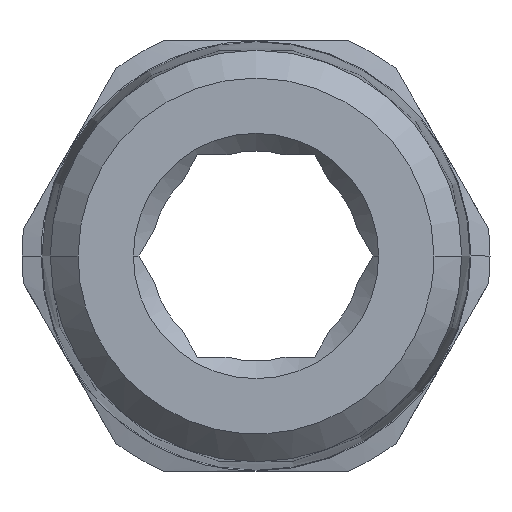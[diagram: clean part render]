
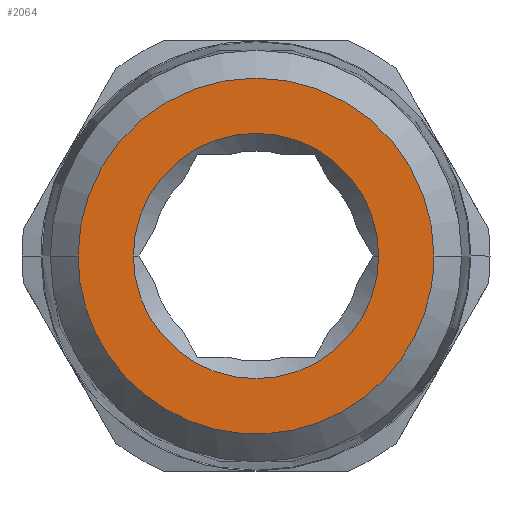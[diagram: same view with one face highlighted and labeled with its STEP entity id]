
A CAD part, front view. The second image highlights one B-rep face of the part: STEP entity #2064.
In plain terms, the highlighted planar face has unit normal (0, -1, 0).
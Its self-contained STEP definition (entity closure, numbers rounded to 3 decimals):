
#1901=CARTESIAN_POINT('Vertex',(-4.85,0.,0.)) ;
#1904=CARTESIAN_POINT('Axis2P3D Location',(0.,0.,0.)) ;
#1908=CARTESIAN_POINT('Vertex',(4.85,0.,0.)) ;
#1936=CARTESIAN_POINT('Axis2P3D Location',(0.,0.,0.)) ;
#2016=CARTESIAN_POINT('Axis2P3D Location',(0.,0.,0.)) ;
#2021=CARTESIAN_POINT('Axis2P3D Location',(0.,0.,0.)) ;
#2025=CARTESIAN_POINT('Vertex',(-7.035,0.,0.)) ;
#2027=CARTESIAN_POINT('Vertex',(7.035,0.,0.)) ;
#2031=CARTESIAN_POINT('Control Point',(-7.035,0.,0.)) ;
#2032=CARTESIAN_POINT('Control Point',(-7.035,0.,-0.65)) ;
#2033=CARTESIAN_POINT('Control Point',(-6.96,0.,-1.299)) ;
#2034=CARTESIAN_POINT('Control Point',(-6.81,0.,-1.938)) ;
#2035=CARTESIAN_POINT('Control Point',(-6.366,0.,-3.168)) ;
#2036=CARTESIAN_POINT('Control Point',(-5.652,0.,-4.264)) ;
#2037=CARTESIAN_POINT('Control Point',(-5.234,0.,-4.769)) ;
#2038=CARTESIAN_POINT('Control Point',(-4.288,0.,-5.672)) ;
#2039=CARTESIAN_POINT('Control Point',(-3.161,0.,-6.336)) ;
#2040=CARTESIAN_POINT('Control Point',(-2.561,0.,-6.601)) ;
#2041=CARTESIAN_POINT('Control Point',(-1.312,0.,-6.988)) ;
#2042=CARTESIAN_POINT('Control Point',(-0.007,0.,-7.081)) ;
#2043=CARTESIAN_POINT('Control Point',(0.648,0.,-7.051)) ;
#2044=CARTESIAN_POINT('Control Point',(1.939,0.,-6.841)) ;
#2045=CARTESIAN_POINT('Control Point',(3.148,0.,-6.342)) ;
#2046=CARTESIAN_POINT('Control Point',(3.721,0.,-6.024)) ;
#2047=CARTESIAN_POINT('Control Point',(4.784,0.,-5.261)) ;
#2048=CARTESIAN_POINT('Control Point',(5.644,0.,-4.275)) ;
#2049=CARTESIAN_POINT('Control Point',(6.015,0.,-3.735)) ;
#2050=CARTESIAN_POINT('Control Point',(6.566,0.,-2.692)) ;
#2051=CARTESIAN_POINT('Control Point',(6.89,0.,-1.561)) ;
#2052=CARTESIAN_POINT('Control Point',(6.987,0.,-1.044)) ;
#2053=CARTESIAN_POINT('Control Point',(7.035,0.,-0.522)) ;
#2054=CARTESIAN_POINT('Control Point',(7.035,0.,0.)) ;
#1905=DIRECTION('Axis2P3D Direction',(0.,-1.,0.)) ;
#1937=DIRECTION('Axis2P3D Direction',(0.,-1.,0.)) ;
#2017=DIRECTION('Axis2P3D Direction',(-0.,1.,0.)) ;
#2018=DIRECTION('Axis2P3D XDirection',(1.,0.,0.)) ;
#2022=DIRECTION('Axis2P3D Direction',(-0.,1.,0.)) ;
#1906=AXIS2_PLACEMENT_3D('Circle Axis2P3D',#1904,#1905,$) ;
#1938=AXIS2_PLACEMENT_3D('Circle Axis2P3D',#1936,#1937,$) ;
#2019=AXIS2_PLACEMENT_3D('Plane Axis2P3D',#2016,#2017,#2018) ;
#2023=AXIS2_PLACEMENT_3D('Circle Axis2P3D',#2021,#2022,$) ;
#2057=ORIENTED_EDGE('',*,*,#2029,.F.) ;
#2058=ORIENTED_EDGE('',*,*,#2055,.T.) ;
#2061=ORIENTED_EDGE('',*,*,#1940,.F.) ;
#2062=ORIENTED_EDGE('',*,*,#1910,.F.) ;
#2063=FACE_BOUND('',#2060,.T.) ;
#2064=ADVANCED_FACE('PN510B-10R38',(#2059,#2063),#2020,.F.) ;
#2030=B_SPLINE_CURVE_WITH_KNOTS('',5,(#2031,#2032,#2033,#2034,#2035,#2036,#2037,#2038,#2039,#2040,#2041,#2042,#2043,#2044,#2045,#2046,#2047,#2048,#2049,#2050,#2051,#2052,#2053,#2054),.UNSPECIFIED.,.F.,.U.,(6,3,3,3,3,3,3,6),(0.,4.594,9.188,13.782,18.376,22.97,27.564,31.257),.UNSPECIFIED.) ;
#1907=CIRCLE('generated circle',#1906,4.85) ;
#1939=CIRCLE('generated circle',#1938,4.85) ;
#2024=CIRCLE('generated circle',#2023,7.035) ;
#1910=EDGE_CURVE('',#1902,#1909,#1907,.T.) ;
#1940=EDGE_CURVE('',#1909,#1902,#1939,.T.) ;
#2029=EDGE_CURVE('',#2026,#2028,#2024,.T.) ;
#2055=EDGE_CURVE('',#2026,#2028,#2030,.T.) ;
#2056=EDGE_LOOP('',(#2057,#2058)) ;
#2060=EDGE_LOOP('',(#2061,#2062)) ;
#2059=FACE_OUTER_BOUND('',#2056,.T.) ;
#2020=PLANE('',#2019) ;
#1902=VERTEX_POINT('',#1901) ;
#1909=VERTEX_POINT('',#1908) ;
#2026=VERTEX_POINT('',#2025) ;
#2028=VERTEX_POINT('',#2027) ;
